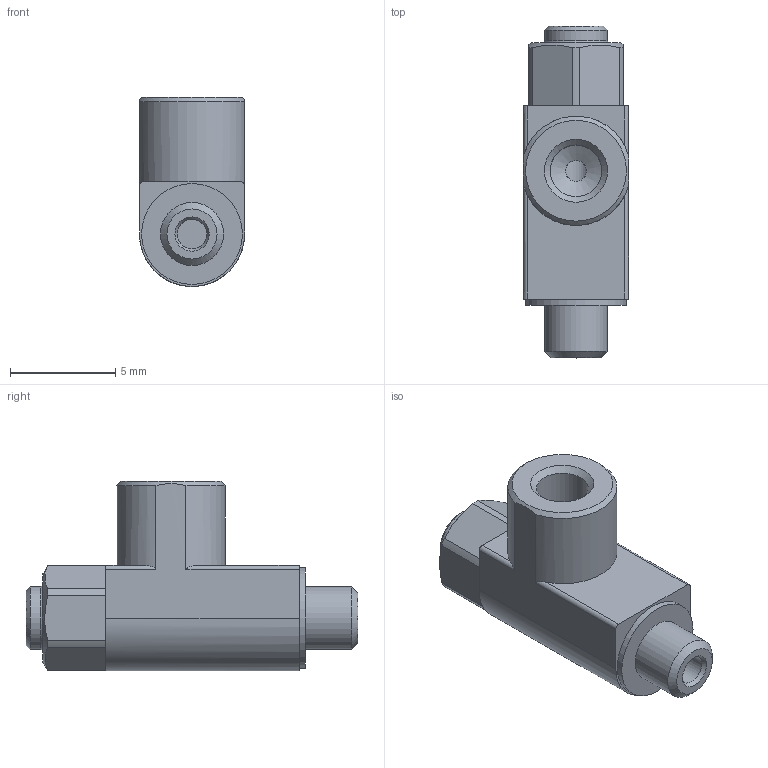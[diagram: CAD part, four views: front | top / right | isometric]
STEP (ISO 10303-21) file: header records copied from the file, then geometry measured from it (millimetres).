
FILE_DESCRIPTION(/* description */ ('STEP AP214'),/* implementation_level */ '2;1');
FILE_NAME(/* name */ '175040_GRLZ-M3',/* time_stamp */ '2024-08-28T22:14:54+02:00',/* author */ ('License CC BY-ND 4.0'),/* organization */ ('CADENAS'),/* preprocessor_version */ 'ST-DEVELOPER v19.3',/* originating_system */ 'PARTsolutions',/* authorisation */ ' ');
FILE_SCHEMA (('AUTOMOTIVE_DESIGN {1 0 10303 214 3 1 1}'));
Length unit declared in the file: millimetre
Products named in the file (1): 175040 GRLZ-M3
Bounding box: 5 x 15.8 x 9 mm (x, y, z)
Volume: 332.4 mm3; surface area: 430.4 mm2
Topology: 1 solids, 1 shells, 56 faces, 136 edges, 87 vertices
Faces by surface type: plane 23, cylinder 21, cone 9, torus 3
Full cylindrical faces by diameter (mm): 1 x1, 1.4 x1, 1.6 x1, 2.2 x1, 2.459 x1, 3 x2, 4.8 x1
Entity records: 1575 total; most frequent: CARTESIAN_POINT 320, DIRECTION 260, ORIENTED_EDGE 226, EDGE_CURVE 113, AXIS2_PLACEMENT_3D 107, VERTEX_POINT 82, EDGE_LOOP 81, FACE_BOUND 81
